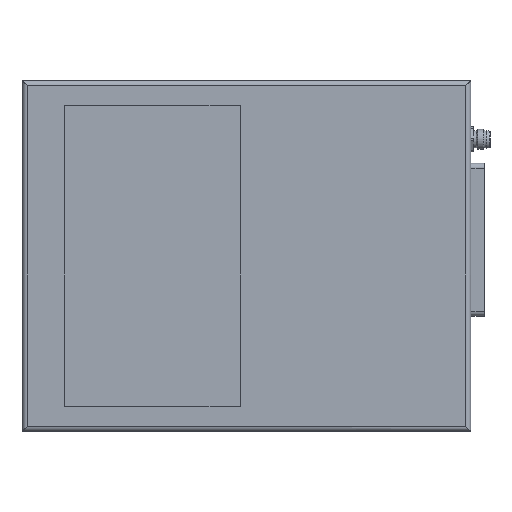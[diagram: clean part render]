
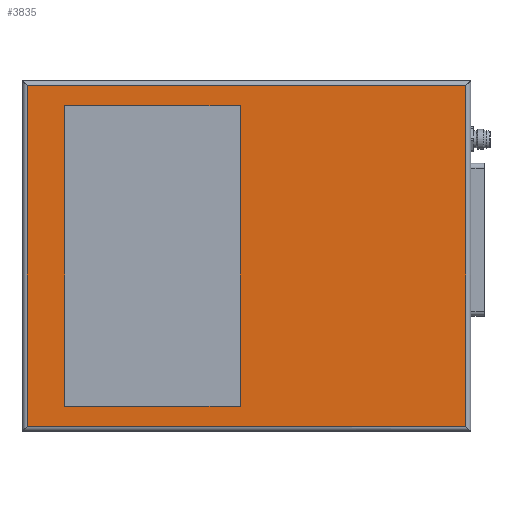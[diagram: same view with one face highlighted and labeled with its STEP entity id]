
A CAD part, top view. The second image highlights one B-rep face of the part: STEP entity #3835.
In plain terms, the highlighted face is planar.
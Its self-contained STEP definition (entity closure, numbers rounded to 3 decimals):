
#1815=ORIENTED_EDGE('',*,*,#2403,.F.);
#1816=ORIENTED_EDGE('',*,*,#2404,.F.);
#1817=ORIENTED_EDGE('',*,*,#2405,.F.);
#1818=ORIENTED_EDGE('',*,*,#2402,.F.);
#1819=ORIENTED_EDGE('',*,*,#2406,.T.);
#1820=ORIENTED_EDGE('',*,*,#2407,.T.);
#1821=ORIENTED_EDGE('',*,*,#2408,.T.);
#1822=ORIENTED_EDGE('',*,*,#2409,.T.);
#2108=VECTOR('',#2858,1.);
#2109=VECTOR('',#2861,1.);
#2110=VECTOR('',#2862,1.);
#2111=VECTOR('',#2863,1.);
#2112=VECTOR('',#2864,1.);
#2113=VECTOR('',#2865,1.);
#2114=VECTOR('',#2866,1.);
#2115=VECTOR('',#2867,1.);
#2190=LINE('',#3294,#2108);
#2191=LINE('',#3297,#2109);
#2192=LINE('',#3299,#2110);
#2193=LINE('',#3300,#2111);
#2194=LINE('',#3303,#2112);
#2195=LINE('',#3305,#2113);
#2196=LINE('',#3307,#2114);
#2197=LINE('',#3308,#2115);
#2273=VERTEX_POINT('',#3290);
#2274=VERTEX_POINT('',#3292);
#2275=VERTEX_POINT('',#3296);
#2276=VERTEX_POINT('',#3298);
#2277=VERTEX_POINT('',#3301);
#2278=VERTEX_POINT('',#3302);
#2279=VERTEX_POINT('',#3304);
#2280=VERTEX_POINT('',#3306);
#2402=EDGE_CURVE('',#2274,#2273,#2190,.T.);
#2403=EDGE_CURVE('',#2275,#2274,#2191,.T.);
#2404=EDGE_CURVE('',#2276,#2275,#2192,.T.);
#2405=EDGE_CURVE('',#2273,#2276,#2193,.T.);
#2406=EDGE_CURVE('',#2277,#2278,#2194,.T.);
#2407=EDGE_CURVE('',#2278,#2279,#2195,.T.);
#2408=EDGE_CURVE('',#2279,#2280,#2196,.T.);
#2409=EDGE_CURVE('',#2280,#2277,#2197,.T.);
#2541=EDGE_LOOP('',(#1815,#1816,#1817,#1818));
#2542=EDGE_LOOP('',(#1819,#1820,#1821,#1822));
#2679=FACE_BOUND('',#2541,.T.);
#2680=FACE_BOUND('',#2542,.T.);
#2858=DIRECTION('',(175.,0.,0.));
#2859=DIRECTION('',(0.,0.,-1.));
#2860=DIRECTION('',(0.,1.,0.));
#2861=DIRECTION('',(0.,-136.,0.));
#2862=DIRECTION('',(-175.,0.,0.));
#2863=DIRECTION('',(0.,136.,0.));
#2864=DIRECTION('',(0.,-120.,0.));
#2865=DIRECTION('',(70.,0.,0.));
#2866=DIRECTION('',(0.,120.,0.));
#2867=DIRECTION('',(-70.,0.,0.));
#3290=CARTESIAN_POINT('',(-2.,-138.,-21.));
#3292=CARTESIAN_POINT('',(-177.,-138.,-21.));
#3294=CARTESIAN_POINT('',(-177.,-138.,-21.));
#3295=CARTESIAN_POINT('',(-177.,-2.,-21.));
#3296=CARTESIAN_POINT('',(-177.,-2.,-21.));
#3297=CARTESIAN_POINT('',(-177.,-2.,-21.));
#3298=CARTESIAN_POINT('',(-2.,-2.,-21.));
#3299=CARTESIAN_POINT('',(-2.,-2.,-21.));
#3300=CARTESIAN_POINT('',(-2.,-138.,-21.));
#3301=CARTESIAN_POINT('',(-162.,-10.,-21.));
#3302=CARTESIAN_POINT('',(-162.,-130.,-21.));
#3303=CARTESIAN_POINT('',(-162.,-10.,-21.));
#3304=CARTESIAN_POINT('',(-92.,-130.,-21.));
#3305=CARTESIAN_POINT('',(-162.,-130.,-21.));
#3306=CARTESIAN_POINT('',(-92.,-10.,-21.));
#3307=CARTESIAN_POINT('',(-92.,-130.,-21.));
#3308=CARTESIAN_POINT('',(-92.,-10.,-21.));
#3630=AXIS2_PLACEMENT_3D('',#3295,#2859,#2860);
#3794=PLANE('',#3630);
#3835=ADVANCED_FACE('',(#2679,#2680),#3794,.T.);
